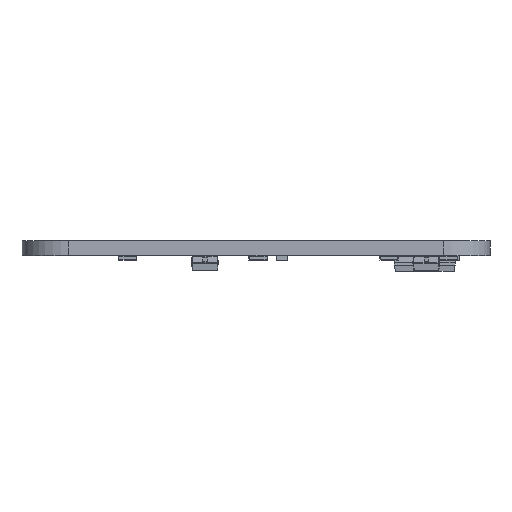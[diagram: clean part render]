
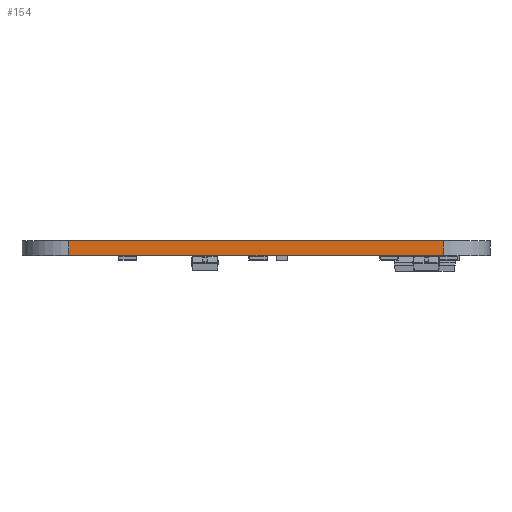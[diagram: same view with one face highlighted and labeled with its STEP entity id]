
A CAD part, left-side view. The second image highlights one B-rep face of the part: STEP entity #154.
In plain terms, the highlighted planar face has unit normal (-1, 0, 0).
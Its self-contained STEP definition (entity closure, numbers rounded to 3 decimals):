
#116 = EDGE_CURVE('',#117,#119,#121,.T.);
#117 = VERTEX_POINT('',#118);
#118 = CARTESIAN_POINT('',(114.476,-111.222,0.));
#119 = VERTEX_POINT('',#120);
#120 = CARTESIAN_POINT('',(114.476,-111.222,-1.6));
#121 = LINE('',#122,#123);
#122 = CARTESIAN_POINT('',(114.476,-111.222,0.));
#123 = VECTOR('',#124,1.);
#124 = DIRECTION('',(0.,0.,-1.));
#154 = ADVANCED_FACE('',(#155),#180,.F.);
#155 = FACE_BOUND('',#156,.F.);
#156 = EDGE_LOOP('',(#157,#158,#166,#174));
#157 = ORIENTED_EDGE('',*,*,#116,.T.);
#158 = ORIENTED_EDGE('',*,*,#159,.T.);
#159 = EDGE_CURVE('',#119,#160,#162,.T.);
#160 = VERTEX_POINT('',#161);
#161 = CARTESIAN_POINT('',(114.476,-71.222,-1.6));
#162 = LINE('',#163,#164);
#163 = CARTESIAN_POINT('',(114.476,-111.222,-1.6));
#164 = VECTOR('',#165,1.);
#165 = DIRECTION('',(0.,1.,0.));
#166 = ORIENTED_EDGE('',*,*,#167,.F.);
#167 = EDGE_CURVE('',#168,#160,#170,.T.);
#168 = VERTEX_POINT('',#169);
#169 = CARTESIAN_POINT('',(114.476,-71.222,0.));
#170 = LINE('',#171,#172);
#171 = CARTESIAN_POINT('',(114.476,-71.222,0.));
#172 = VECTOR('',#173,1.);
#173 = DIRECTION('',(0.,0.,-1.));
#174 = ORIENTED_EDGE('',*,*,#175,.F.);
#175 = EDGE_CURVE('',#117,#168,#176,.T.);
#176 = LINE('',#177,#178);
#177 = CARTESIAN_POINT('',(114.476,-111.222,0.));
#178 = VECTOR('',#179,1.);
#179 = DIRECTION('',(0.,1.,0.));
#180 = PLANE('',#181);
#181 = AXIS2_PLACEMENT_3D('',#182,#183,#184);
#182 = CARTESIAN_POINT('',(114.476,-111.222,0.));
#183 = DIRECTION('',(1.,-0.,0.));
#184 = DIRECTION('',(0.,1.,0.));
